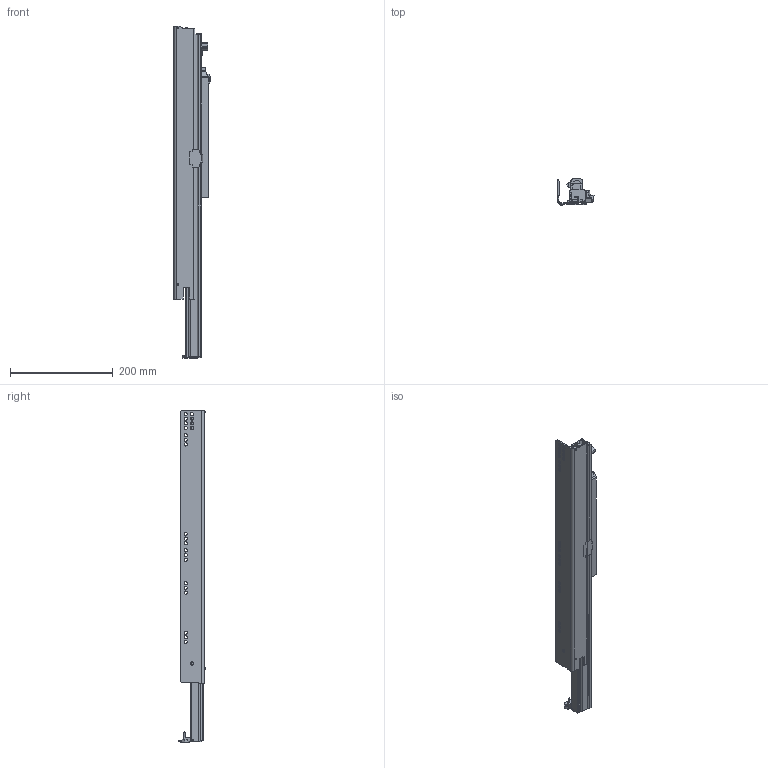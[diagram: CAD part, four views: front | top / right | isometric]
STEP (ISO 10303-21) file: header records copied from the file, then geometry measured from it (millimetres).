
FILE_DESCRIPTION (( 'STEP AP214' ), '1' );
FILE_NAME ('45357734.step', '2019-09-25T00:42:54', ( '' ), ( '' ), 'SwSTEP 2.0', 'SolidWorks 2019', '' );
FILE_SCHEMA (( 'AUTOMOTIVE_DESIGN' ));
Length unit declared in the file: millimetre
Products named in the file (3): bau0019258955_v(766H6500T_L); bau0022868947_v(T57.747M00.07_L); 45357734
Assembly tree (2 placements, depth 2):
  45357734
    bau0019258955_v(766H6500T_L)
    bau0022868947_v(T57.747M00.07_L)
Bounding box: 70.18 x 51.64 x 645.6 mm (x, y, z)
Volume: 587790.4 mm3; surface area: 194709 mm2
Topology: 2 solids, 2 shells, 329 faces, 885 edges, 569 vertices
Faces by surface type: plane 183, cylinder 98, cone 48
Entity records: 10901 total; most frequent: CARTESIAN_POINT 1830, DIRECTION 1786, ORIENTED_EDGE 1770, EDGE_CURVE 885, VECTOR 632, LINE 632, AXIS2_PLACEMENT_3D 577, VERTEX_POINT 569
